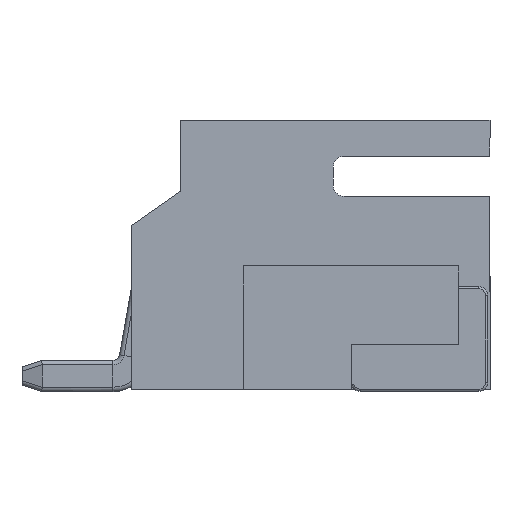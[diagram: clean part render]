
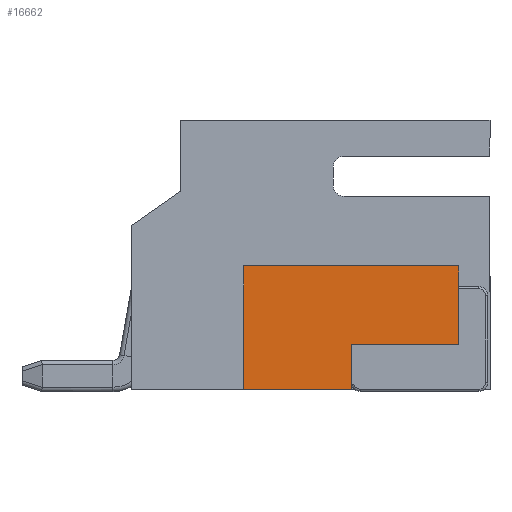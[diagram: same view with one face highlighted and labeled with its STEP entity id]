
A CAD part, left-side view. The second image highlights one B-rep face of the part: STEP entity #16662.
In plain terms, the highlighted planar face has unit normal (-1, 0, 0).
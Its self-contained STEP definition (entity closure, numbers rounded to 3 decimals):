
#659 = CARTESIAN_POINT ( 'NONE',  ( -16.25, 1.5, 0.05 ) ) ;
#1994 = LINE ( 'NONE', #17421, #20928 ) ;
#2693 = ORIENTED_EDGE ( 'NONE', *, *, #11131, .T. ) ;
#4745 = DIRECTION ( 'NONE',  ( 0., 0., -1. ) ) ;
#6955 = ORIENTED_EDGE ( 'NONE', *, *, #28502, .T. ) ;
#7066 = DIRECTION ( 'NONE',  ( 0., 0., 1. ) ) ;
#7909 = CARTESIAN_POINT ( 'NONE',  ( -16.25, 0., 0. ) ) ;
#8130 = PLANE ( 'NONE',  #34861 ) ;
#8161 = CARTESIAN_POINT ( 'NONE',  ( -16.25, -0.9, 1.05 ) ) ;
#9304 = VERTEX_POINT ( 'NONE', #8161 ) ;
#9405 = DIRECTION ( 'NONE',  ( 0., 1., 0. ) ) ;
#9564 = EDGE_CURVE ( 'NONE', #27145, #9304, #38976, .T. ) ;
#9597 = ORIENTED_EDGE ( 'NONE', *, *, #33690, .T. ) ;
#11131 = EDGE_CURVE ( 'NONE', #23869, #27145, #31112, .T. ) ;
#11925 = CARTESIAN_POINT ( 'NONE',  ( -16.25, -3.3, 2.8 ) ) ;
#12705 = VECTOR ( 'NONE', #14183, 1000. ) ;
#13849 = CARTESIAN_POINT ( 'NONE',  ( -16.25, -0.9, 0.05 ) ) ;
#14183 = DIRECTION ( 'NONE',  ( 0., 0., 1. ) ) ;
#14898 = DIRECTION ( 'NONE',  ( 0., 0., -1. ) ) ;
#16662 = ADVANCED_FACE ( 'NONE', ( #24178 ), #8130, .F. ) ;
#17421 = CARTESIAN_POINT ( 'NONE',  ( -16.25, 1.5, 0.05 ) ) ;
#17542 = EDGE_CURVE ( 'NONE', #9304, #21370, #34269, .T. ) ;
#18487 = VERTEX_POINT ( 'NONE', #39569 ) ;
#19541 = VECTOR ( 'NONE', #31513, 1000. ) ;
#19878 = EDGE_CURVE ( 'NONE', #41130, #18487, #28044, .T. ) ;
#20516 = CARTESIAN_POINT ( 'NONE',  ( -16.25, -3.3, 1.05 ) ) ;
#20928 = VECTOR ( 'NONE', #14898, 1000. ) ;
#21370 = VERTEX_POINT ( 'NONE', #27644 ) ;
#21574 = DIRECTION ( 'NONE',  ( 0., -1., 0. ) ) ;
#22648 = EDGE_LOOP ( 'NONE', ( #25849, #6955, #2693, #35805, #34345, #9597 ) ) ;
#23869 = VERTEX_POINT ( 'NONE', #659 ) ;
#24178 = FACE_OUTER_BOUND ( 'NONE', #22648, .T. ) ;
#24799 = CARTESIAN_POINT ( 'NONE',  ( -16.25, -3.3, 2.8 ) ) ;
#24921 = VECTOR ( 'NONE', #7066, 1000. ) ;
#25849 = ORIENTED_EDGE ( 'NONE', *, *, #19878, .T. ) ;
#27145 = VERTEX_POINT ( 'NONE', #27517 ) ;
#27517 = CARTESIAN_POINT ( 'NONE',  ( -16.25, -0.9, 0.05 ) ) ;
#27644 = CARTESIAN_POINT ( 'NONE',  ( -16.25, -3.3, 1.05 ) ) ;
#27924 = CARTESIAN_POINT ( 'NONE',  ( -16.25, -0.9, 0.05 ) ) ;
#28044 = LINE ( 'NONE', #11925, #35814 ) ;
#28502 = EDGE_CURVE ( 'NONE', #18487, #23869, #1994, .T. ) ;
#30978 = DIRECTION ( 'NONE',  ( 1., 0., 0. ) ) ;
#31112 = LINE ( 'NONE', #27924, #19541 ) ;
#31513 = DIRECTION ( 'NONE',  ( 0., -1., 0. ) ) ;
#33027 = LINE ( 'NONE', #20516, #12705 ) ;
#33690 = EDGE_CURVE ( 'NONE', #21370, #41130, #33027, .T. ) ;
#34269 = LINE ( 'NONE', #34687, #37723 ) ;
#34345 = ORIENTED_EDGE ( 'NONE', *, *, #17542, .T. ) ;
#34687 = CARTESIAN_POINT ( 'NONE',  ( -16.25, -3.3, 1.05 ) ) ;
#34861 = AXIS2_PLACEMENT_3D ( 'NONE', #7909, #30978, #4745 ) ;
#35805 = ORIENTED_EDGE ( 'NONE', *, *, #9564, .T. ) ;
#35814 = VECTOR ( 'NONE', #9405, 1000. ) ;
#37723 = VECTOR ( 'NONE', #21574, 1000. ) ;
#38976 = LINE ( 'NONE', #13849, #24921 ) ;
#39569 = CARTESIAN_POINT ( 'NONE',  ( -16.25, 1.5, 2.8 ) ) ;
#41130 = VERTEX_POINT ( 'NONE', #24799 ) ;
